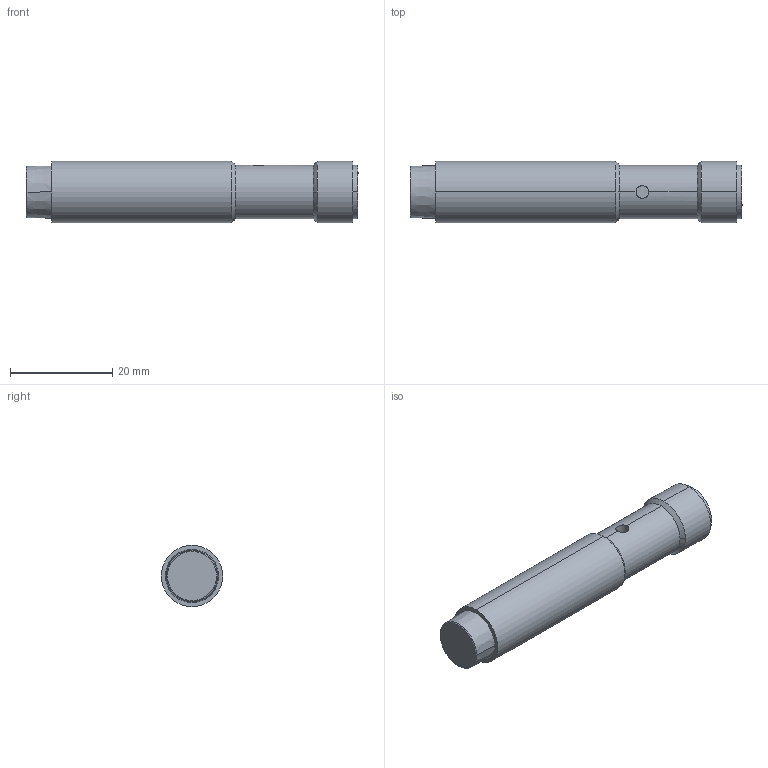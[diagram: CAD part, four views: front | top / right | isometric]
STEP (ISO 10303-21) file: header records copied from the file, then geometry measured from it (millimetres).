
FILE_DESCRIPTION (( 'STEP AP214' ), '1' );
FILE_NAME ('VM1-A0-2H.step', '2018-04-12T22:04:17', ( '' ), ( '' ), 'SwSTEP 2.0', 'SolidWorks 2017', '' );
FILE_SCHEMA (( 'AUTOMOTIVE_DESIGN' ));
Length unit declared in the file: inch
Products named in the file (1): VM1-A0-2H
Bounding box: 65 x 12 x 12 mm (x, y, z)
Volume: 6303.8 mm3; surface area: 3921.8 mm2
Topology: 3 solids, 3 shells, 99 faces, 258 edges, 164 vertices
Faces by surface type: cylinder 49, plane 22, cone 16, bspline 12
Entity records: 4680 total; most frequent: CARTESIAN_POINT 877, DIRECTION 555, ORIENTED_EDGE 500, EDGE_CURVE 250, AXIS2_PLACEMENT_3D 228, VERTEX_POINT 164, CIRCLE 140, EDGE_LOOP 106
